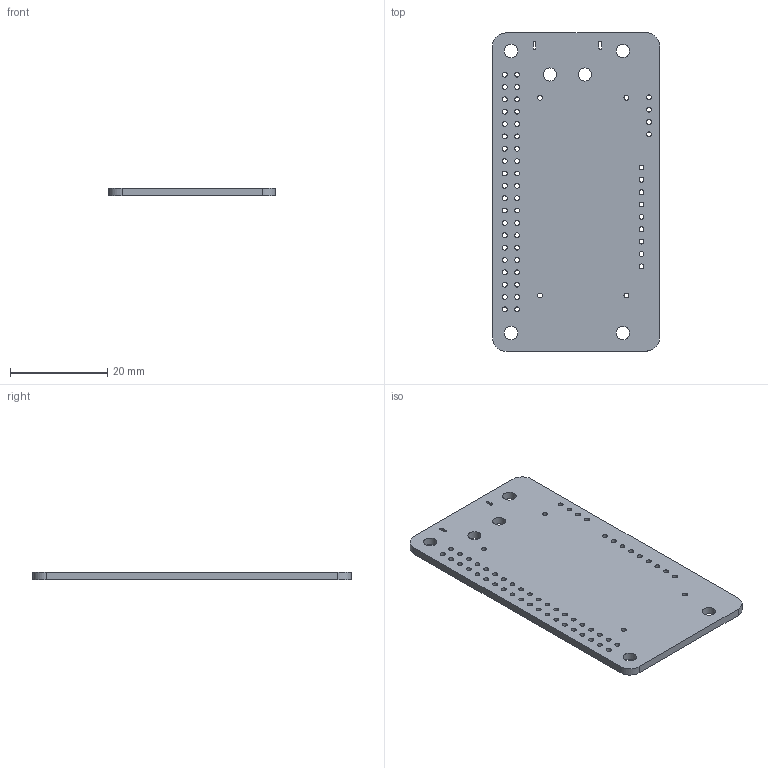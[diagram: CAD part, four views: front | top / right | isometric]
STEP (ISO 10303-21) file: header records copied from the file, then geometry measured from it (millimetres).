
FILE_DESCRIPTION(('KiCad electronic assembly'),'2;1');
FILE_NAME('CubeSat PCB.step','2024-02-05T18:52:25',('Pcbnew'),('Kicad'), 'Open CASCADE STEP processor 7.6','KiCad to STEP converter','Unknown' );
FILE_SCHEMA(('AUTOMOTIVE_DESIGN { 1 0 10303 214 1 1 1 1 }'));
Length unit declared in the file: millimetre
Products named in the file (2): CubeSat PCB 1; _autosave-CubeSat PCB PCB
Assembly tree (1 placements, depth 2):
  CubeSat PCB 1
    _autosave-CubeSat PCB PCB
Bounding box: 34.36 x 65.51 x 1.6 mm (x, y, z)
Volume: 3454.7 mm3; surface area: 5012.2 mm2
Topology: 1 solids, 1 shells, 81 faces, 237 edges, 158 vertices
Faces by surface type: cylinder 71, plane 10
Full cylindrical faces by diameter (mm): 1 x57, 2.7 x2, 2.75 x4
Entity records: 6161 total; most frequent: DIRECTION 1019, CARTESIAN_POINT 952, ORIENTED_EDGE 474, PCURVE 474, DEFINITIONAL_REPRESENTATION 474, LINE 427, VECTOR 427, CIRCLE 284
